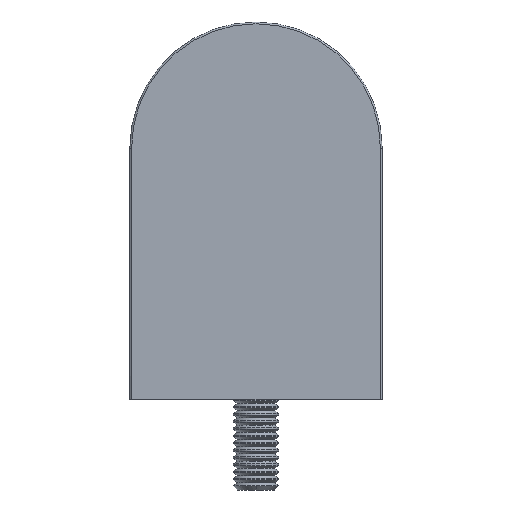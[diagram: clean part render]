
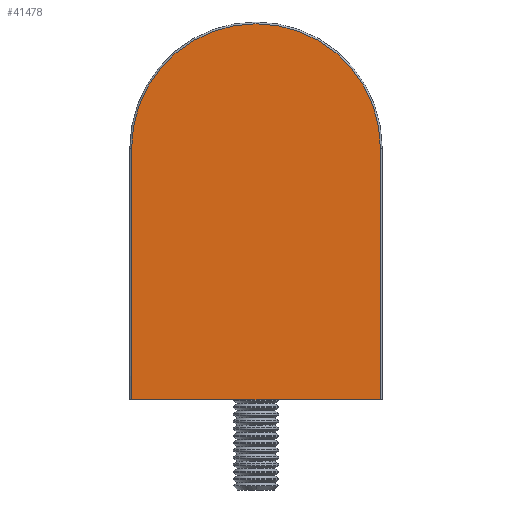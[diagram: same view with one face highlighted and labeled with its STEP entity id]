
A CAD part, left-side view. The second image highlights one B-rep face of the part: STEP entity #41478.
In plain terms, the highlighted planar face has unit normal (-1, 0, 0).
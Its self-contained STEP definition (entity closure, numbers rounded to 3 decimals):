
#5869 = CARTESIAN_POINT ( 'NONE',  ( 0., -13.8, 26. ) ) ;
#6769 = LINE ( 'NONE', #28755, #21765 ) ;
#9060 = DIRECTION ( 'NONE',  ( 0., 0., 1. ) ) ;
#9770 = DIRECTION ( 'NONE',  ( 0., -1., 0. ) ) ;
#10537 = ORIENTED_EDGE ( 'NONE', *, *, #15087, .T. ) ;
#11217 = VERTEX_POINT ( 'NONE', #39034 ) ;
#11708 = DIRECTION ( 'NONE',  ( 0., 0., -1. ) ) ;
#12153 = EDGE_CURVE ( 'NONE', #18859, #32828, #42415, .T. ) ;
#12191 = DIRECTION ( 'NONE',  ( 0., 0., -1. ) ) ;
#12469 = DIRECTION ( 'NONE',  ( 0., 0., -1. ) ) ;
#13595 = CARTESIAN_POINT ( 'NONE',  ( 0., -13.8, 26. ) ) ;
#14005 = EDGE_LOOP ( 'NONE', ( #30277, #10537, #47137, #46730 ) ) ;
#15087 = EDGE_CURVE ( 'NONE', #21243, #18859, #20742, .T. ) ;
#18859 = VERTEX_POINT ( 'NONE', #24124 ) ;
#20742 = LINE ( 'NONE', #49269, #28287 ) ;
#21243 = VERTEX_POINT ( 'NONE', #55868 ) ;
#21765 = VECTOR ( 'NONE', #11708, 1000. ) ;
#24124 = CARTESIAN_POINT ( 'NONE',  ( 0., -13.8, -1.867 ) ) ;
#25125 = DIRECTION ( 'NONE',  ( 1., 0., 0. ) ) ;
#25198 = DIRECTION ( 'NONE',  ( -1., 0., 0. ) ) ;
#28287 = VECTOR ( 'NONE', #9770, 1000. ) ;
#28755 = CARTESIAN_POINT ( 'NONE',  ( 0., 13.8, 26. ) ) ;
#28830 = EDGE_CURVE ( 'NONE', #11217, #21243, #6769, .T. ) ;
#29526 = EDGE_CURVE ( 'NONE', #32828, #11217, #51078, .T. ) ;
#30266 = AXIS2_PLACEMENT_3D ( 'NONE', #47895, #25198, #12191 ) ;
#30277 = ORIENTED_EDGE ( 'NONE', *, *, #28830, .T. ) ;
#32828 = VERTEX_POINT ( 'NONE', #5869 ) ;
#34911 = AXIS2_PLACEMENT_3D ( 'NONE', #47068, #25125, #12469 ) ;
#39034 = CARTESIAN_POINT ( 'NONE',  ( 0., 13.8, 26. ) ) ;
#39621 = FACE_OUTER_BOUND ( 'NONE', #14005, .T. ) ;
#41478 = ADVANCED_FACE ( 'NONE', ( #39621 ), #51267, .F. ) ;
#42415 = LINE ( 'NONE', #13595, #55384 ) ;
#46730 = ORIENTED_EDGE ( 'NONE', *, *, #29526, .T. ) ;
#47068 = CARTESIAN_POINT ( 'NONE',  ( 0., 0., 26. ) ) ;
#47137 = ORIENTED_EDGE ( 'NONE', *, *, #12153, .T. ) ;
#47895 = CARTESIAN_POINT ( 'NONE',  ( 0., 0., 26. ) ) ;
#49269 = CARTESIAN_POINT ( 'NONE',  ( 0., -14., -1.867 ) ) ;
#51078 = CIRCLE ( 'NONE', #30266, 13.8 ) ;
#51267 = PLANE ( 'NONE',  #34911 ) ;
#55384 = VECTOR ( 'NONE', #9060, 1000. ) ;
#55868 = CARTESIAN_POINT ( 'NONE',  ( 0., 13.8, -1.867 ) ) ;
